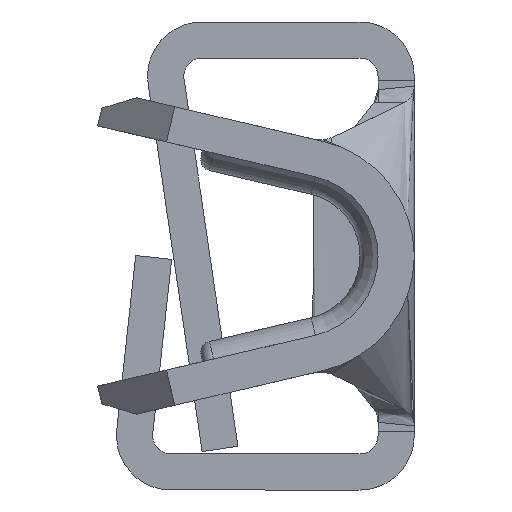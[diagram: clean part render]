
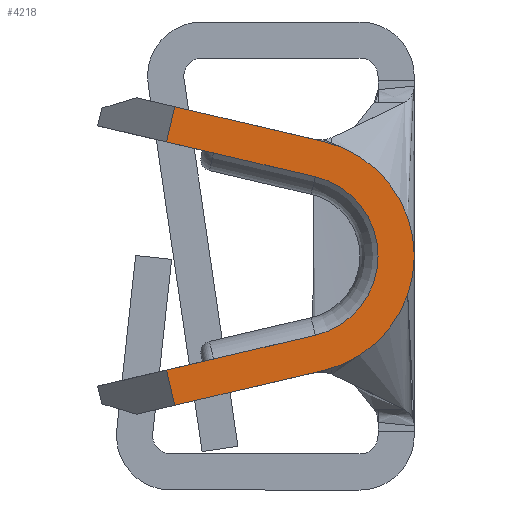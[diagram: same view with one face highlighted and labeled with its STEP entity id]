
A CAD part, left-side view. The second image highlights one B-rep face of the part: STEP entity #4218.
In plain terms, the highlighted planar face has unit normal (-1, 0, 0).
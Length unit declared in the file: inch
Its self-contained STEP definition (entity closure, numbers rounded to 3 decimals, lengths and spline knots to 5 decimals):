
#54 = EDGE_CURVE ( 'NONE', #1333, #2175, #3197, .T. ) ;
#109 = AXIS2_PLACEMENT_3D ( 'NONE', #3409, #1075, #3809 ) ;
#187 = CARTESIAN_POINT ( 'NONE',  ( -0.805, 0.02414, -0.05063 ) ) ;
#389 = LINE ( 'NONE', #4147, #4389 ) ;
#460 = CARTESIAN_POINT ( 'NONE',  ( -0.805, 0.08993, -0.06603 ) ) ;
#609 = LINE ( 'NONE', #2474, #4585 ) ;
#629 = EDGE_CURVE ( 'NONE', #1705, #704, #609, .T. ) ;
#704 = VERTEX_POINT ( 'NONE', #4621 ) ;
#879 = CARTESIAN_POINT ( 'NONE',  ( -0.805, 0.02779, -0.03505 ) ) ;
#921 = EDGE_CURVE ( 'NONE', #1989, #3018, #3147, .T. ) ;
#1012 = VECTOR ( 'NONE', #4835, 39.37008 ) ;
#1075 = DIRECTION ( 'NONE',  ( -1., 0., 0. ) ) ;
#1125 = LINE ( 'NONE', #187, #1012 ) ;
#1132 = DIRECTION ( 'NONE',  ( 1., 0., 0. ) ) ;
#1162 = EDGE_CURVE ( 'NONE', #2175, #3435, #1791, .T. ) ;
#1238 = CARTESIAN_POINT ( 'NONE',  ( -0.805, 0.036, 0. ) ) ;
#1333 = VERTEX_POINT ( 'NONE', #4755 ) ;
#1354 = VECTOR ( 'NONE', #4808, 39.37008 ) ;
#1359 = CARTESIAN_POINT ( 'NONE',  ( -0.805, 0.09357, 0.05046 ) ) ;
#1456 = VERTEX_POINT ( 'NONE', #879 ) ;
#1477 = ORIENTED_EDGE ( 'NONE', *, *, #3458, .T. ) ;
#1506 = EDGE_CURVE ( 'NONE', #3018, #1333, #1125, .T. ) ;
#1622 = DIRECTION ( 'NONE',  ( 0., 0., 1. ) ) ;
#1705 = VERTEX_POINT ( 'NONE', #1359 ) ;
#1791 = LINE ( 'NONE', #3126, #4640 ) ;
#1807 = DIRECTION ( 'NONE',  ( 0., 0.974, -0.228 ) ) ;
#1947 = DIRECTION ( 'NONE',  ( 0., 0.974, 0.228 ) ) ;
#1989 = VERTEX_POINT ( 'NONE', #4644 ) ;
#1996 = CIRCLE ( 'NONE', #2058, 0.036 ) ;
#2058 = AXIS2_PLACEMENT_3D ( 'NONE', #3464, #1132, #3860 ) ;
#2059 = DIRECTION ( 'NONE',  ( 0., -0.228, -0.974 ) ) ;
#2099 = ORIENTED_EDGE ( 'NONE', *, *, #54, .T. ) ;
#2175 = VERTEX_POINT ( 'NONE', #3314 ) ;
#2214 = PLANE ( 'NONE',  #109 ) ;
#2474 = CARTESIAN_POINT ( 'NONE',  ( -0.805, 0.02779, 0.03505 ) ) ;
#2600 = EDGE_CURVE ( 'NONE', #1456, #1989, #389, .T. ) ;
#2777 = ORIENTED_EDGE ( 'NONE', *, *, #921, .T. ) ;
#3014 = ORIENTED_EDGE ( 'NONE', *, *, #1506, .T. ) ;
#3018 = VERTEX_POINT ( 'NONE', #460 ) ;
#3024 = VECTOR ( 'NONE', #2059, 39.37008 ) ;
#3126 = CARTESIAN_POINT ( 'NONE',  ( -0.805, 0.02414, 0.05063 ) ) ;
#3131 = AXIS2_PLACEMENT_3D ( 'NONE', #1238, #3962, #1622 ) ;
#3147 = LINE ( 'NONE', #3232, #3024 ) ;
#3194 = FACE_OUTER_BOUND ( 'NONE', #3803, .T. ) ;
#3197 = CIRCLE ( 'NONE', #3131, 0.052 ) ;
#3232 = CARTESIAN_POINT ( 'NONE',  ( -0.805, 0.09175, -0.05824 ) ) ;
#3314 = CARTESIAN_POINT ( 'NONE',  ( -0.805, 0.02414, 0.05063 ) ) ;
#3409 = CARTESIAN_POINT ( 'NONE',  ( -0.805, 0.036, 0. ) ) ;
#3435 = VERTEX_POINT ( 'NONE', #4584 ) ;
#3458 = EDGE_CURVE ( 'NONE', #704, #1456, #1996, .T. ) ;
#3464 = CARTESIAN_POINT ( 'NONE',  ( -0.805, 0.036, 0. ) ) ;
#3568 = ORIENTED_EDGE ( 'NONE', *, *, #2600, .T. ) ;
#3803 = EDGE_LOOP ( 'NONE', ( #4624, #4501, #3952, #1477, #3568, #2777, #3014, #2099 ) ) ;
#3809 = DIRECTION ( 'NONE',  ( 0., 0., 1. ) ) ;
#3860 = DIRECTION ( 'NONE',  ( 0., 0., 1. ) ) ;
#3952 = ORIENTED_EDGE ( 'NONE', *, *, #629, .T. ) ;
#3962 = DIRECTION ( 'NONE',  ( -1., 0., 0. ) ) ;
#4147 = CARTESIAN_POINT ( 'NONE',  ( -0.805, 0.02779, -0.03505 ) ) ;
#4218 = ADVANCED_FACE ( 'NONE', ( #3194 ), #2214, .T. ) ;
#4389 = VECTOR ( 'NONE', #1807, 39.37008 ) ;
#4424 = CARTESIAN_POINT ( 'NONE',  ( -0.805, 0.09357, 0.05046 ) ) ;
#4460 = LINE ( 'NONE', #4424, #1354 ) ;
#4501 = ORIENTED_EDGE ( 'NONE', *, *, #4701, .T. ) ;
#4584 = CARTESIAN_POINT ( 'NONE',  ( -0.805, 0.08993, 0.06603 ) ) ;
#4585 = VECTOR ( 'NONE', #4781, 39.37008 ) ;
#4621 = CARTESIAN_POINT ( 'NONE',  ( -0.805, 0.02779, 0.03505 ) ) ;
#4624 = ORIENTED_EDGE ( 'NONE', *, *, #1162, .T. ) ;
#4640 = VECTOR ( 'NONE', #1947, 39.37008 ) ;
#4644 = CARTESIAN_POINT ( 'NONE',  ( -0.805, 0.09357, -0.05046 ) ) ;
#4701 = EDGE_CURVE ( 'NONE', #3435, #1705, #4460, .T. ) ;
#4755 = CARTESIAN_POINT ( 'NONE',  ( -0.805, 0.02414, -0.05063 ) ) ;
#4781 = DIRECTION ( 'NONE',  ( 0., -0.974, -0.228 ) ) ;
#4808 = DIRECTION ( 'NONE',  ( 0., 0.228, -0.974 ) ) ;
#4835 = DIRECTION ( 'NONE',  ( 0., -0.974, 0.228 ) ) ;
